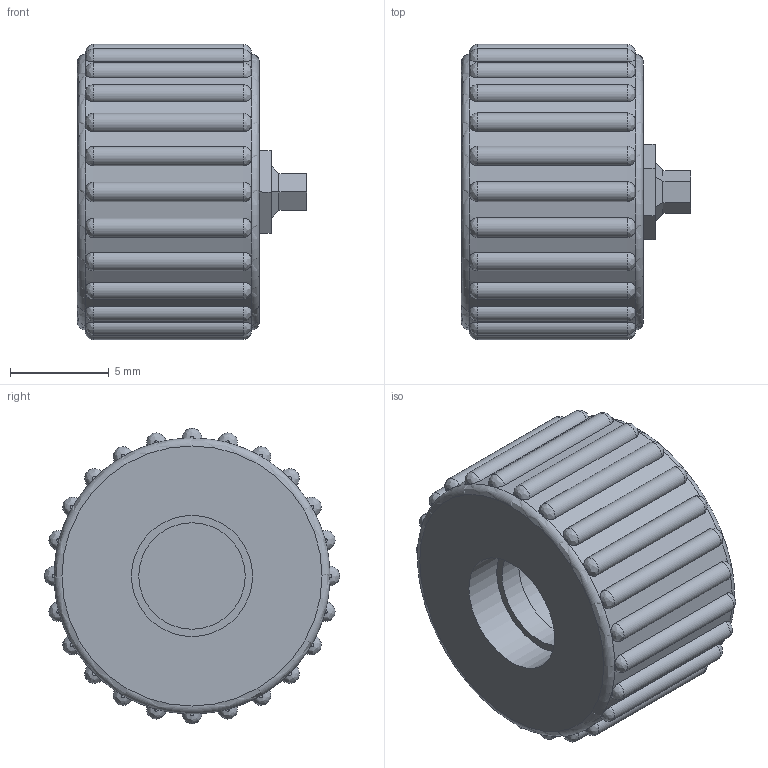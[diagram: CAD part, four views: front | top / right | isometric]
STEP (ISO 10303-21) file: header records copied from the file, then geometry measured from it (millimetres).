
FILE_DESCRIPTION(('STEP AP214'),'1');
FILE_NAME('roller.stp','2025-08-15T01:57:04',(' '),(' '),'Spatial InterOp 3D',' ',' ');
FILE_SCHEMA(('AUTOMOTIVE_DESIGN { 1 0 10303 214 1 1 1 1 }'));
Length unit declared in the file: metre
Products named in the file (3): Finished; Roller R72; roller
Assembly tree (2 placements, depth 3):
  roller
    Finished
      Roller R72
Bounding box: 11.63 x 15 x 15 mm (x, y, z)
Volume: 1370.9 mm3; surface area: 970.6 mm2
Topology: 1 solids, 1 shells, 176 faces, 403 edges, 235 vertices
Faces by surface type: plane 74, cylinder 52, bspline 48, torus 2
Full cylindrical faces by diameter (mm): 5.4 x1, 5.6 x1, 6.15 x2
Entity records: 7744 total; most frequent: CARTESIAN_POINT 2582, ORIENTED_EDGE 788, DIRECTION 764, EDGE_CURVE 394, AXIS2_PLACEMENT_3D 334, VERTEX_POINT 232, CIRCLE 202, EDGE_LOOP 188
